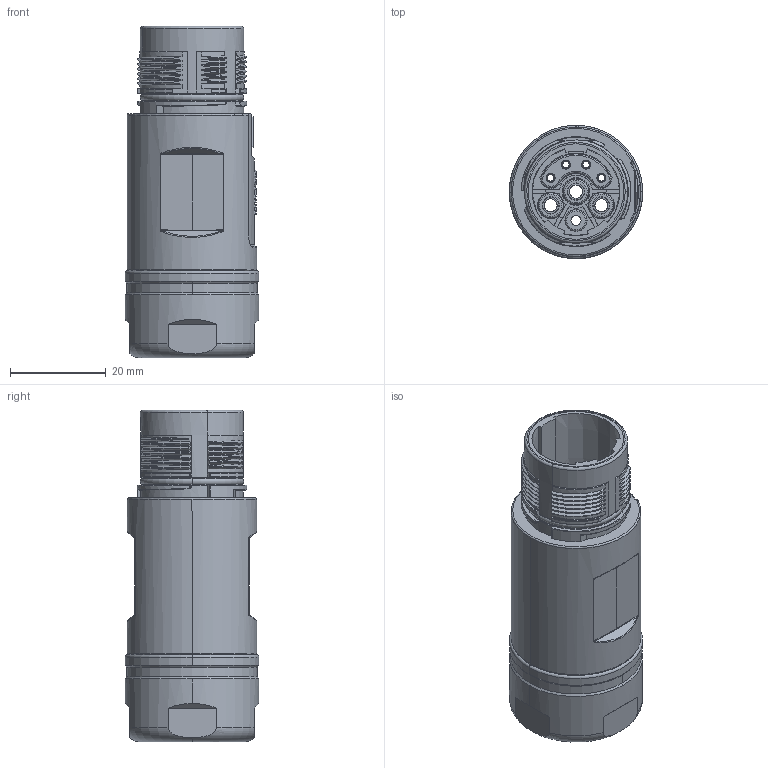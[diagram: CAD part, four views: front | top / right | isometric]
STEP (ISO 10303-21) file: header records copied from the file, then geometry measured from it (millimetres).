
FILE_DESCRIPTION((''),'2;1');
FILE_NAME('M23-MC04_4-TH-D17-SH_SW0001','2017-08-10T',('hq.zhang'),(''),'PRO/ENGINEER BY PARAMETRIC TECHNOLOGY CORPORATION, 2012480','PRO/ENGINEER BY PARAMETRIC TECHNOLOGY CORPORATION, 2012480','');
FILE_SCHEMA(('AUTOMOTIVE_DESIGN { 1 0 10303 214 1 1 1 1 }'));
Products named in the file (1): M23-MC04_4-TH-D17-SH_SW0001
Bounding box: 27.8 x 27.8 x 69.03 mm (x, y, z)
Volume: 21846.3 mm3; surface area: 28178.2 mm2
Topology: 1 solids, 2 shells, 2368 faces, 6808 edges, 4393 vertices
Faces by surface type: bspline 692, plane 578, cylinder 489, cone 408, torus 166, sphere 35
Entity records: 113147 total; most frequent: CARTESIAN_POINT 57047, ORIENTED_EDGE 13616, DIRECTION 9238, EDGE_CURVE 6808, VERTEX_POINT 4393, AXIS2_PLACEMENT_3D 3538, B_SPLINE_CURVE_WITH_KNOTS 2784, EDGE_LOOP 2459
